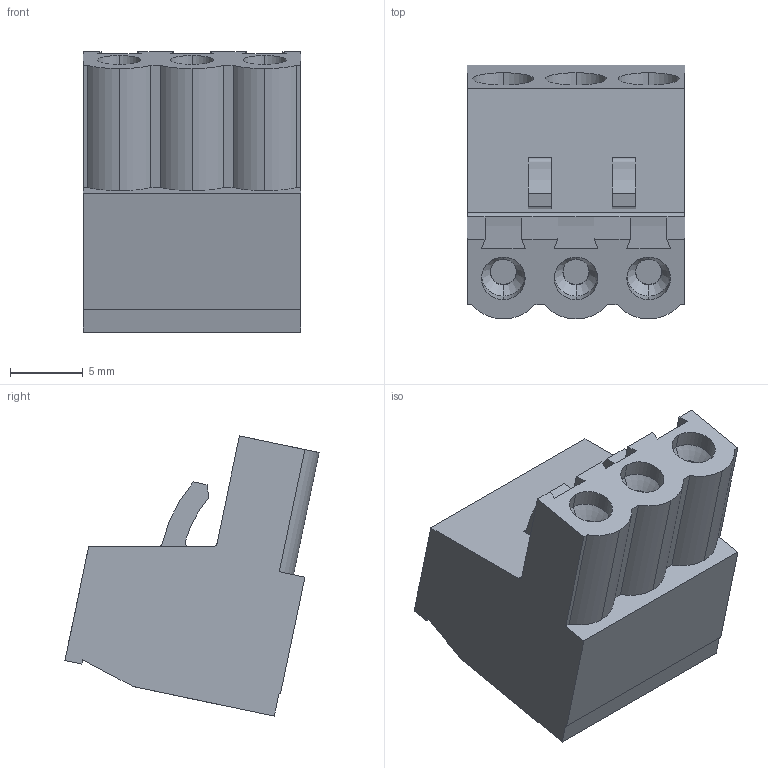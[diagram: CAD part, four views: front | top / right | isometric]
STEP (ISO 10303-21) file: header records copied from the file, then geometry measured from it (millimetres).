
FILE_DESCRIPTION (( 'STEP AP214' ), '1' );
FILE_NAME ('120-A-111-03.STEP', '2007-06-18T01:45:33', ( ' ' ), ( '' ), 'SwSTEP 2.0', 'SolidWorks 2007', '' );
FILE_SCHEMA (( 'AUTOMOTIVE_DESIGN' ));
Length unit declared in the file: millimetre
Products named in the file (1): 120-A-111-03
Bounding box: 15 x 17.5 x 19.3 mm (x, y, z)
Volume: 2602.4 mm3; surface area: 1792.4 mm2
Topology: 4 solids, 4 shells, 149 faces, 357 edges, 233 vertices
Faces by surface type: plane 89, cylinder 48, cone 12
Entity records: 4384 total; most frequent: CARTESIAN_POINT 785, DIRECTION 750, ORIENTED_EDGE 714, EDGE_CURVE 357, AXIS2_PLACEMENT_3D 258, VECTOR 234, LINE 234, VERTEX_POINT 233
